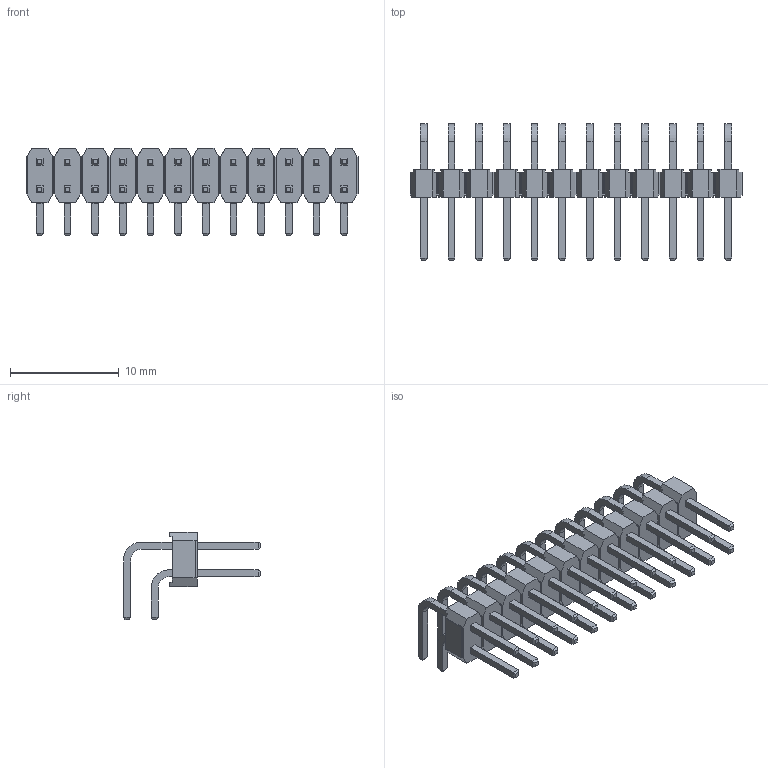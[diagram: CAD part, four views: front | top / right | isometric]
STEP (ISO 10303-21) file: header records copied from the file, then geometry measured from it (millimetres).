
FILE_DESCRIPTION(/* description */ (''),/* implementation_level */ '2;1');
FILE_NAME(/* name */ 'M20-7831242.step',/* time_stamp */ '2022-09-20T17:42:32+01:00',/* author */ (''),/* organization */ (''),/* preprocessor_version */ 'ST-DEVELOPER v19',/* originating_system */ 'Autodesk Translation Framework v11.7.0.108',/* authorisation */ '');
FILE_SCHEMA (('AUTOMOTIVE_DESIGN { 1 0 10303 214 3 1 1 }'));
Length unit declared in the file: millimetre
Products named in the file (2): m20-9740346_asm; M20-97403_MOULD
Assembly tree (1 placements, depth 2):
  m20-9740346_asm
    M20-97403_MOULD
Bounding box: 30.48 x 12.56 x 8.04 mm (x, y, z)
Volume: 457.3 mm3; surface area: 1510.7 mm2
Topology: 12 solids, 12 shells, 792 faces, 1920 edges, 1200 vertices
Faces by surface type: plane 744, cylinder 48
Entity records: 23011 total; most frequent: CARTESIAN_POINT 3915, ORIENTED_EDGE 3840, DIRECTION 3606, EDGE_CURVE 1920, LINE 1824, VECTOR 1824, VERTEX_POINT 1200, AXIS2_PLACEMENT_3D 891
